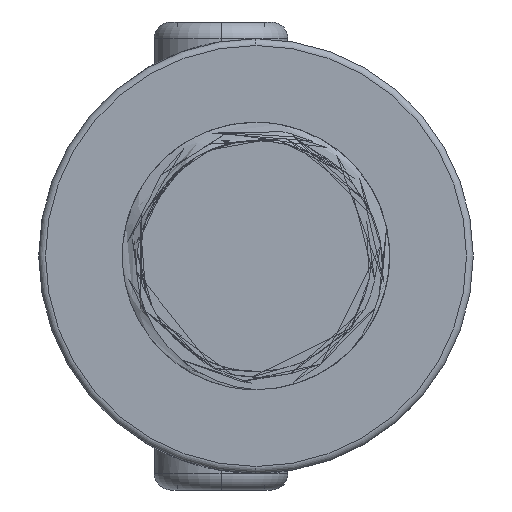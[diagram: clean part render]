
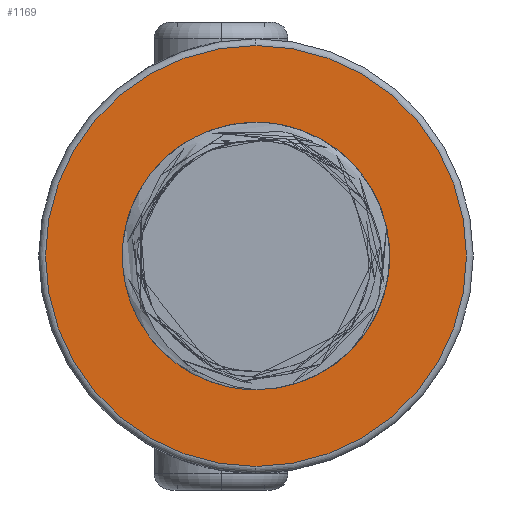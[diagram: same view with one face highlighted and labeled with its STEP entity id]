
A CAD part, left-side view. The second image highlights one B-rep face of the part: STEP entity #1169.
In plain terms, the highlighted planar face has unit normal (-1, 0, 0).
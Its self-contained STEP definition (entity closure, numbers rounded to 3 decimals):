
#447 = FACE_OUTER_BOUND ( 'NONE', #6456, .T. ) ;
#807 = VERTEX_POINT ( 'NONE', #2765 ) ;
#1030 = DIRECTION ( 'NONE',  ( -1., 0., 0. ) ) ;
#1169 = ADVANCED_FACE ( 'NONE', ( #6466, #447 ), #15348, .F. ) ;
#1625 = EDGE_CURVE ( 'NONE', #18175, #9956, #7002, .T. ) ;
#1815 = CARTESIAN_POINT ( 'NONE',  ( 3.979, 2.956, 0. ) ) ;
#1984 = DIRECTION ( 'NONE',  ( -1., 0., 0. ) ) ;
#2088 = CIRCLE ( 'NONE', #9976, 6.297 ) ;
#2765 = CARTESIAN_POINT ( 'NONE',  ( 3.979, -1.044, -6.297 ) ) ;
#3354 = ORIENTED_EDGE ( 'NONE', *, *, #1625, .F. ) ;
#3905 = CARTESIAN_POINT ( 'NONE',  ( 3.979, -1.044, 0. ) ) ;
#5003 = CIRCLE ( 'NONE', #14141, 4. ) ;
#5715 = DIRECTION ( 'NONE',  ( 0., 0., 1. ) ) ;
#6456 = EDGE_LOOP ( 'NONE', ( #16267, #15730 ) ) ;
#6466 = FACE_BOUND ( 'NONE', #14009, .T. ) ;
#7002 = CIRCLE ( 'NONE', #17397, 4. ) ;
#7336 = DIRECTION ( 'NONE',  ( 0., 0., 1. ) ) ;
#8239 = DIRECTION ( 'NONE',  ( -1., 0., 0. ) ) ;
#9607 = ORIENTED_EDGE ( 'NONE', *, *, #17187, .F. ) ;
#9956 = VERTEX_POINT ( 'NONE', #12188 ) ;
#9964 = CARTESIAN_POINT ( 'NONE',  ( 3.979, -1.044, 6.297 ) ) ;
#9976 = AXIS2_PLACEMENT_3D ( 'NONE', #12451, #1984, #12548 ) ;
#11847 = EDGE_CURVE ( 'NONE', #17107, #807, #2088, .T. ) ;
#11866 = CIRCLE ( 'NONE', #16278, 6.297 ) ;
#12188 = CARTESIAN_POINT ( 'NONE',  ( 3.979, -3.846, -2.854 ) ) ;
#12451 = CARTESIAN_POINT ( 'NONE',  ( 3.979, -1.044, 0. ) ) ;
#12548 = DIRECTION ( 'NONE',  ( 0., 0., 1. ) ) ;
#12649 = EDGE_CURVE ( 'NONE', #807, #17107, #11866, .T. ) ;
#12682 = CARTESIAN_POINT ( 'NONE',  ( 3.979, -1.044, -4. ) ) ;
#13124 = CARTESIAN_POINT ( 'NONE',  ( 3.979, -1.044, 0. ) ) ;
#14009 = EDGE_LOOP ( 'NONE', ( #3354, #9607 ) ) ;
#14061 = DIRECTION ( 'NONE',  ( 0., 0., -1. ) ) ;
#14141 = AXIS2_PLACEMENT_3D ( 'NONE', #13124, #19253, #5715 ) ;
#14260 = DIRECTION ( 'NONE',  ( 0., 0., 1. ) ) ;
#15348 = PLANE ( 'NONE',  #17085 ) ;
#15730 = ORIENTED_EDGE ( 'NONE', *, *, #12649, .T. ) ;
#16033 = CARTESIAN_POINT ( 'NONE',  ( 3.979, -1.044, 0. ) ) ;
#16267 = ORIENTED_EDGE ( 'NONE', *, *, #11847, .T. ) ;
#16278 = AXIS2_PLACEMENT_3D ( 'NONE', #3905, #1030, #7336 ) ;
#17085 = AXIS2_PLACEMENT_3D ( 'NONE', #1815, #18525, #14061 ) ;
#17107 = VERTEX_POINT ( 'NONE', #9964 ) ;
#17187 = EDGE_CURVE ( 'NONE', #9956, #18175, #5003, .T. ) ;
#17397 = AXIS2_PLACEMENT_3D ( 'NONE', #16033, #8239, #14260 ) ;
#18175 = VERTEX_POINT ( 'NONE', #12682 ) ;
#18525 = DIRECTION ( 'NONE',  ( 1., 0., 0. ) ) ;
#19253 = DIRECTION ( 'NONE',  ( -1., 0., 0. ) ) ;
